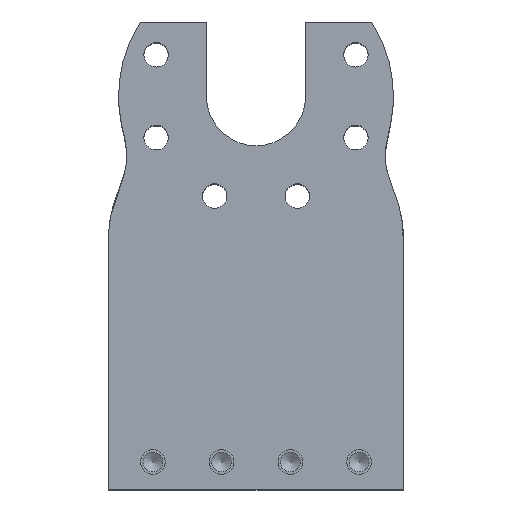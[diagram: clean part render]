
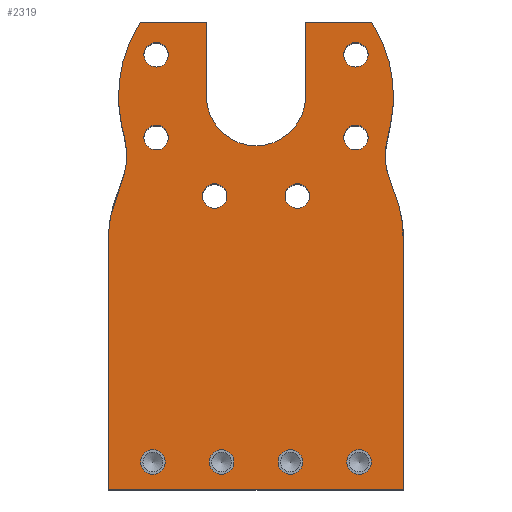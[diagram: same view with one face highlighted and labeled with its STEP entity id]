
A CAD part, top view. The second image highlights one B-rep face of the part: STEP entity #2319.
In plain terms, the highlighted face is planar.
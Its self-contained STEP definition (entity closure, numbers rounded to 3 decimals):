
#23=B_SPLINE_CURVE_WITH_KNOTS('',4,(#3759,#3760,#3761,#3762,#3763,#3764),
 .UNSPECIFIED.,.F.,.F.,(5,1,5),(0.,0.5,1.),.UNSPECIFIED.);
#25=B_SPLINE_CURVE_WITH_KNOTS('',4,(#3828,#3829,#3830,#3831,#3832,#3833),
 .UNSPECIFIED.,.F.,.F.,(5,1,5),(0.,0.5,1.),.UNSPECIFIED.);
#159=FACE_BOUND('',#546,.T.);
#160=FACE_BOUND('',#547,.T.);
#161=FACE_BOUND('',#548,.T.);
#162=FACE_BOUND('',#549,.T.);
#163=FACE_BOUND('',#550,.T.);
#164=FACE_BOUND('',#551,.T.);
#165=FACE_BOUND('',#552,.T.);
#166=FACE_BOUND('',#553,.T.);
#167=FACE_BOUND('',#554,.T.);
#168=FACE_BOUND('',#555,.T.);
#241=PLANE('',#2616);
#349=FACE_OUTER_BOUND('',#545,.T.);
#545=EDGE_LOOP('',(#1951,#1952,#1953,#1954,#1955,#1956,#1957,#1958,#1959,
#1960,#1961,#1962));
#546=EDGE_LOOP('',(#1963));
#547=EDGE_LOOP('',(#1964));
#548=EDGE_LOOP('',(#1965));
#549=EDGE_LOOP('',(#1966));
#550=EDGE_LOOP('',(#1967));
#551=EDGE_LOOP('',(#1968));
#552=EDGE_LOOP('',(#1969));
#553=EDGE_LOOP('',(#1970));
#554=EDGE_LOOP('',(#1971));
#555=EDGE_LOOP('',(#1972));
#717=LINE('',#3708,#879);
#721=LINE('',#3715,#883);
#724=LINE('',#3781,#886);
#727=LINE('',#3787,#889);
#731=LINE('',#3799,#893);
#734=LINE('',#3805,#896);
#739=LINE('',#3843,#901);
#879=VECTOR('',#3068,10.);
#883=VECTOR('',#3074,10.);
#886=VECTOR('',#3121,10.);
#889=VECTOR('',#3126,10.);
#893=VECTOR('',#3138,10.);
#896=VECTOR('',#3143,10.);
#901=VECTOR('',#3156,10.);
#1010=CIRCLE('',#2560,1.25);
#1012=CIRCLE('',#2563,1.25);
#1014=CIRCLE('',#2566,1.25);
#1016=CIRCLE('',#2569,1.25);
#1021=CIRCLE('',#2585,1.25);
#1023=CIRCLE('',#2588,1.25);
#1025=CIRCLE('',#2591,1.25);
#1027=CIRCLE('',#2594,1.25);
#1029=CIRCLE('',#2597,1.25);
#1031=CIRCLE('',#2600,1.25);
#1033=CIRCLE('',#2603,14.);
#1035=CIRCLE('',#2608,5.05);
#1037=CIRCLE('',#2613,14.);
#1170=VERTEX_POINT('',#3636);
#1172=VERTEX_POINT('',#3641);
#1174=VERTEX_POINT('',#3646);
#1176=VERTEX_POINT('',#3651);
#1195=VERTEX_POINT('',#3705);
#1196=VERTEX_POINT('',#3707);
#1198=VERTEX_POINT('',#3713);
#1199=VERTEX_POINT('',#3717);
#1201=VERTEX_POINT('',#3722);
#1203=VERTEX_POINT('',#3727);
#1205=VERTEX_POINT('',#3732);
#1207=VERTEX_POINT('',#3737);
#1209=VERTEX_POINT('',#3742);
#1211=VERTEX_POINT('',#3758);
#1213=VERTEX_POINT('',#3774);
#1215=VERTEX_POINT('',#3780);
#1217=VERTEX_POINT('',#3786);
#1219=VERTEX_POINT('',#3792);
#1221=VERTEX_POINT('',#3798);
#1223=VERTEX_POINT('',#3804);
#1225=VERTEX_POINT('',#3810);
#1227=VERTEX_POINT('',#3827);
#1420=EDGE_CURVE('',#1170,#1170,#1010,.T.);
#1422=EDGE_CURVE('',#1172,#1172,#1012,.T.);
#1424=EDGE_CURVE('',#1174,#1174,#1014,.T.);
#1426=EDGE_CURVE('',#1176,#1176,#1016,.T.);
#1453=EDGE_CURVE('',#1196,#1195,#717,.T.);
#1457=EDGE_CURVE('',#1195,#1198,#721,.T.);
#1458=EDGE_CURVE('',#1199,#1199,#1021,.T.);
#1460=EDGE_CURVE('',#1201,#1201,#1023,.T.);
#1462=EDGE_CURVE('',#1203,#1203,#1025,.T.);
#1464=EDGE_CURVE('',#1205,#1205,#1027,.T.);
#1466=EDGE_CURVE('',#1207,#1207,#1029,.T.);
#1468=EDGE_CURVE('',#1209,#1209,#1031,.T.);
#1470=EDGE_CURVE('',#1198,#1211,#23,.T.);
#1473=EDGE_CURVE('',#1211,#1213,#1033,.T.);
#1476=EDGE_CURVE('',#1213,#1215,#724,.T.);
#1479=EDGE_CURVE('',#1215,#1217,#727,.T.);
#1482=EDGE_CURVE('',#1217,#1219,#1035,.T.);
#1485=EDGE_CURVE('',#1219,#1221,#731,.T.);
#1488=EDGE_CURVE('',#1221,#1223,#734,.T.);
#1491=EDGE_CURVE('',#1223,#1225,#1037,.T.);
#1494=EDGE_CURVE('',#1225,#1227,#25,.T.);
#1497=EDGE_CURVE('',#1227,#1196,#739,.T.);
#1951=ORIENTED_EDGE('',*,*,#1453,.T.);
#1952=ORIENTED_EDGE('',*,*,#1457,.T.);
#1953=ORIENTED_EDGE('',*,*,#1470,.T.);
#1954=ORIENTED_EDGE('',*,*,#1473,.T.);
#1955=ORIENTED_EDGE('',*,*,#1476,.T.);
#1956=ORIENTED_EDGE('',*,*,#1479,.T.);
#1957=ORIENTED_EDGE('',*,*,#1482,.T.);
#1958=ORIENTED_EDGE('',*,*,#1485,.T.);
#1959=ORIENTED_EDGE('',*,*,#1488,.T.);
#1960=ORIENTED_EDGE('',*,*,#1491,.T.);
#1961=ORIENTED_EDGE('',*,*,#1494,.T.);
#1962=ORIENTED_EDGE('',*,*,#1497,.T.);
#1963=ORIENTED_EDGE('',*,*,#1420,.T.);
#1964=ORIENTED_EDGE('',*,*,#1422,.T.);
#1965=ORIENTED_EDGE('',*,*,#1424,.T.);
#1966=ORIENTED_EDGE('',*,*,#1426,.T.);
#1967=ORIENTED_EDGE('',*,*,#1458,.T.);
#1968=ORIENTED_EDGE('',*,*,#1460,.T.);
#1969=ORIENTED_EDGE('',*,*,#1462,.T.);
#1970=ORIENTED_EDGE('',*,*,#1464,.T.);
#1971=ORIENTED_EDGE('',*,*,#1466,.T.);
#1972=ORIENTED_EDGE('',*,*,#1468,.T.);
#2319=ADVANCED_FACE('',(#349,#159,#160,#161,#162,#163,#164,#165,#166,#167,
#168),#241,.F.);
#2560=AXIS2_PLACEMENT_3D('',#3637,#3000,#3001);
#2563=AXIS2_PLACEMENT_3D('',#3642,#3006,#3007);
#2566=AXIS2_PLACEMENT_3D('',#3647,#3012,#3013);
#2569=AXIS2_PLACEMENT_3D('',#3652,#3018,#3019);
#2585=AXIS2_PLACEMENT_3D('',#3718,#3077,#3078);
#2588=AXIS2_PLACEMENT_3D('',#3723,#3083,#3084);
#2591=AXIS2_PLACEMENT_3D('',#3728,#3089,#3090);
#2594=AXIS2_PLACEMENT_3D('',#3733,#3095,#3096);
#2597=AXIS2_PLACEMENT_3D('',#3738,#3101,#3102);
#2600=AXIS2_PLACEMENT_3D('',#3743,#3107,#3108);
#2603=AXIS2_PLACEMENT_3D('',#3775,#3114,#3115);
#2608=AXIS2_PLACEMENT_3D('',#3793,#3131,#3132);
#2613=AXIS2_PLACEMENT_3D('',#3811,#3148,#3149);
#2616=AXIS2_PLACEMENT_3D('',#3845,#3158,#3159);
#3000=DIRECTION('center_axis',(0.,1.,0.));
#3001=DIRECTION('ref_axis',(1.,0.,0.));
#3006=DIRECTION('center_axis',(0.,1.,0.));
#3007=DIRECTION('ref_axis',(1.,0.,0.));
#3012=DIRECTION('center_axis',(0.,1.,0.));
#3013=DIRECTION('ref_axis',(1.,0.,0.));
#3018=DIRECTION('center_axis',(0.,1.,0.));
#3019=DIRECTION('ref_axis',(1.,0.,0.));
#3068=DIRECTION('',(0.,0.,1.));
#3074=DIRECTION('',(-1.,0.,0.));
#3077=DIRECTION('center_axis',(0.,1.,0.));
#3078=DIRECTION('ref_axis',(1.,0.,0.));
#3083=DIRECTION('center_axis',(0.,1.,0.));
#3084=DIRECTION('ref_axis',(1.,0.,0.));
#3089=DIRECTION('center_axis',(0.,1.,0.));
#3090=DIRECTION('ref_axis',(1.,0.,0.));
#3095=DIRECTION('center_axis',(0.,1.,0.));
#3096=DIRECTION('ref_axis',(1.,0.,0.));
#3101=DIRECTION('center_axis',(0.,1.,0.));
#3102=DIRECTION('ref_axis',(1.,0.,0.));
#3107=DIRECTION('center_axis',(0.,1.,0.));
#3108=DIRECTION('ref_axis',(1.,0.,0.));
#3114=DIRECTION('center_axis',(0.,-1.,0.));
#3115=DIRECTION('ref_axis',(0.539,0.,-0.842));
#3121=DIRECTION('',(0.,0.,-1.));
#3126=DIRECTION('',(1.,0.,0.));
#3131=DIRECTION('center_axis',(0.,1.,0.));
#3132=DIRECTION('ref_axis',(0.,0.,1.));
#3138=DIRECTION('',(-1.,0.,0.));
#3143=DIRECTION('',(0.,0.,-1.));
#3148=DIRECTION('center_axis',(0.,-1.,0.));
#3149=DIRECTION('ref_axis',(-0.214,0.,0.977));
#3156=DIRECTION('',(1.,0.,0.));
#3158=DIRECTION('center_axis',(0.,1.,0.));
#3159=DIRECTION('ref_axis',(0.,0.,1.));
#3636=CARTESIAN_POINT('',(36.,0.,3.5));
#3637=CARTESIAN_POINT('Origin',(37.25,0.,3.5));
#3641=CARTESIAN_POINT('',(36.,0.,-10.5));
#3642=CARTESIAN_POINT('Origin',(37.25,0.,-10.5));
#3646=CARTESIAN_POINT('',(36.,0.,-3.5));
#3647=CARTESIAN_POINT('Origin',(37.25,0.,-3.5));
#3651=CARTESIAN_POINT('',(36.,0.,10.5));
#3652=CARTESIAN_POINT('Origin',(37.25,0.,10.5));
#3705=CARTESIAN_POINT('',(40.,0.,15.));
#3707=CARTESIAN_POINT('',(40.,0.,-15.));
#3708=CARTESIAN_POINT('',(40.,0.,-15.));
#3713=CARTESIAN_POINT('',(15.,0.,15.));
#3715=CARTESIAN_POINT('',(40.,0.,15.));
#3717=CARTESIAN_POINT('',(8.913,0.,4.21));
#3718=CARTESIAN_POINT('Origin',(10.163,0.,4.21));
#3722=CARTESIAN_POINT('',(2.96,0.,-10.163));
#3723=CARTESIAN_POINT('Origin',(4.21,0.,-10.163));
#3727=CARTESIAN_POINT('',(-5.46,0.,10.163));
#3728=CARTESIAN_POINT('Origin',(-4.21,0.,10.163));
#3732=CARTESIAN_POINT('',(-5.46,0.,-10.163));
#3733=CARTESIAN_POINT('Origin',(-4.21,0.,-10.163));
#3737=CARTESIAN_POINT('',(8.913,0.,-4.21));
#3738=CARTESIAN_POINT('Origin',(10.163,0.,-4.21));
#3742=CARTESIAN_POINT('',(2.96,0.,10.163));
#3743=CARTESIAN_POINT('Origin',(4.21,0.,10.163));
#3758=CARTESIAN_POINT('',(3.,0.,13.675));
#3759=CARTESIAN_POINT('Ctrl Pts',(15.,0.,15.));
#3760=CARTESIAN_POINT('Ctrl Pts',(13.486,0.,15.));
#3761=CARTESIAN_POINT('Ctrl Pts',(10.459,0.,15.));
#3762=CARTESIAN_POINT('Ctrl Pts',(7.441,0.,12.233));
#3763=CARTESIAN_POINT('Ctrl Pts',(4.513,0.,13.343));
#3764=CARTESIAN_POINT('Ctrl Pts',(3.,0.,13.675));
#3774=CARTESIAN_POINT('',(-7.55,0.,11.79));
#3775=CARTESIAN_POINT('Origin',(0.,0.,0.));
#3780=CARTESIAN_POINT('',(-7.55,0.,5.05));
#3781=CARTESIAN_POINT('',(-7.55,0.,11.79));
#3786=CARTESIAN_POINT('',(0.,0.,5.05));
#3787=CARTESIAN_POINT('',(-7.55,0.,5.05));
#3792=CARTESIAN_POINT('',(0.,0.,-5.05));
#3793=CARTESIAN_POINT('Origin',(0.,0.,0.));
#3798=CARTESIAN_POINT('',(-7.55,0.,-5.05));
#3799=CARTESIAN_POINT('',(0.,0.,-5.05));
#3804=CARTESIAN_POINT('',(-7.55,0.,-11.79));
#3805=CARTESIAN_POINT('',(-7.55,0.,-5.05));
#3810=CARTESIAN_POINT('',(3.,0.,-13.675));
#3811=CARTESIAN_POINT('Origin',(0.,0.,0.));
#3827=CARTESIAN_POINT('',(15.,0.,-15.));
#3828=CARTESIAN_POINT('Ctrl Pts',(3.,0.,-13.675));
#3829=CARTESIAN_POINT('Ctrl Pts',(4.513,0.,-13.343));
#3830=CARTESIAN_POINT('Ctrl Pts',(7.441,0.,-12.233));
#3831=CARTESIAN_POINT('Ctrl Pts',(10.459,0.,-15.));
#3832=CARTESIAN_POINT('Ctrl Pts',(13.486,0.,-15.));
#3833=CARTESIAN_POINT('Ctrl Pts',(15.,0.,-15.));
#3843=CARTESIAN_POINT('',(15.,0.,-15.));
#3845=CARTESIAN_POINT('Origin',(16.604,0.,0.));
